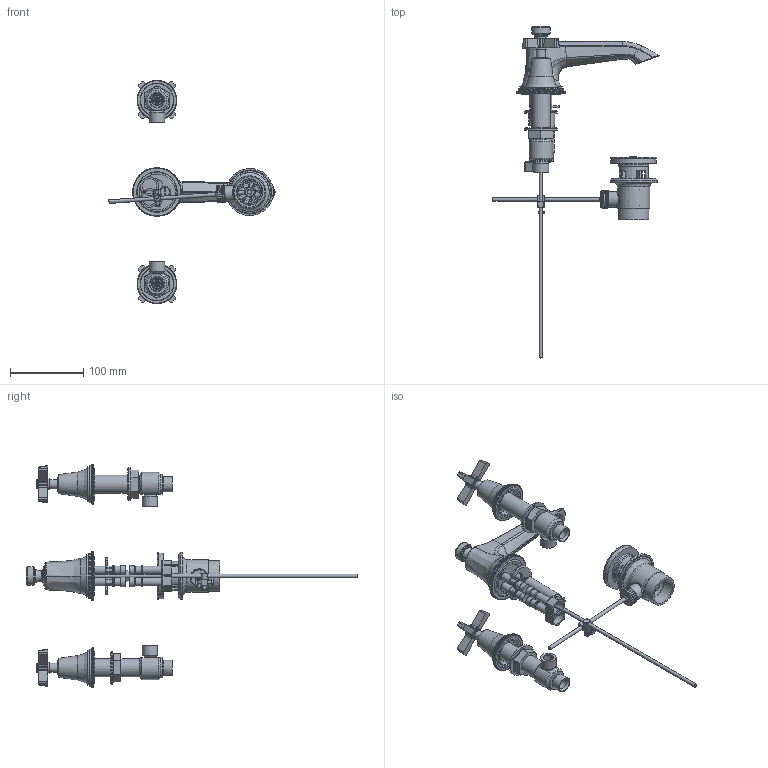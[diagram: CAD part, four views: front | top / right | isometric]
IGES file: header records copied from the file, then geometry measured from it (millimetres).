
Global section: file name: No Iges File Name specified; native system: Autodesk Inventor 2012; preprocessor: AutoDesk Inventor Iges Exporter R2012; author: mblakey; date: 20120917.120953; units: millimetre
Bounding box: 226.39 x 452 x 304 mm (x, y, z)
Volume: 499409.3 mm3; surface area: 246635.2 mm2
Topology: 59 solids, 59 shells, 4680 faces, 11671 edges, 7256 vertices
Faces by surface type: plane 2440, cylinder 922, cone 721, revolution 301, bspline 181, torus 101, sphere 14
Full cylindrical faces by diameter (mm): 3.141 x2, 4 x4, 4.76 x1, 5 x2, 6 x1, 6.2 x3, 6.229 x2, 7.5 x2, 8 x7, 8.8 x2, 9 x1, 9.1 x2, 9.525 x3, 9.7 x4, 9.8 x1, 10 x2, 11 x8, 11.25 x4, 11.998 x2, 12.6 x6, 12.7 x6, 13.8 x1, 14 x1, 14.8 x2, 15.1 x1, 15.5 x1, 15.6 x1, 16 x1, 17 x1, 17.2 x1
